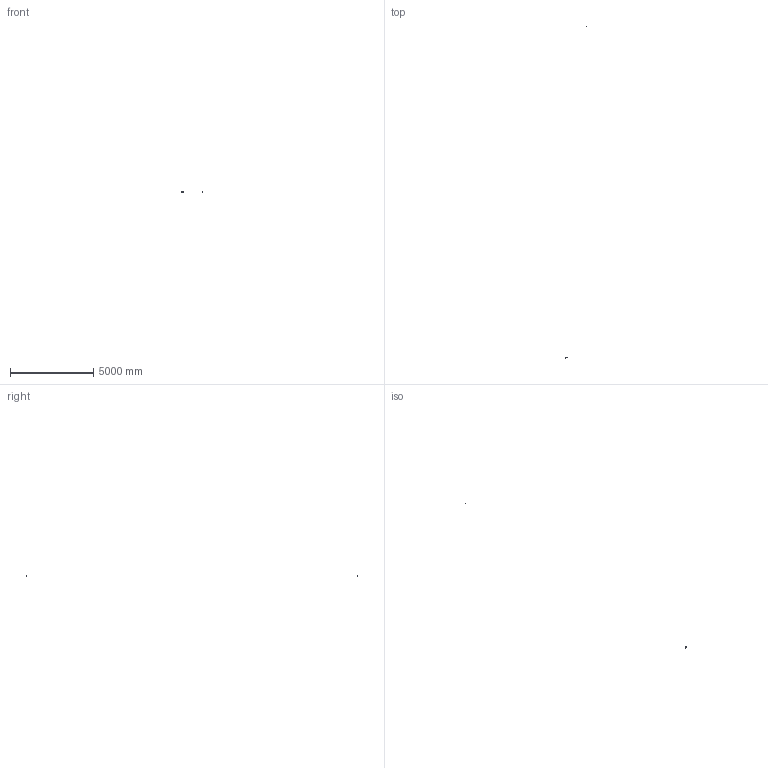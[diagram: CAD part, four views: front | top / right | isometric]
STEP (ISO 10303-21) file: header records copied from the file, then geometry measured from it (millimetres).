
FILE_DESCRIPTION(('STEP AP214'),'1');
FILE_NAME('800.1.2.001.step','2013-01-15T14:35:45',(' '),(' '),'Spatial InterOp 3D',' ',' ');
FILE_SCHEMA(('automotive_design'));
Length unit declared in the file: millimetre
Products named in the file (12): _111; _152; _76; _33; _284; _318; _41
Bounding box: 1240.92 x 19888.84 x 100 mm (x, y, z)
Volume: 53711.8 mm3; surface area: 42458.6 mm2
Topology: 12 solids, 12 shells, 326 faces, 825 edges, 536 vertices
Faces by surface type: plane 163, cylinder 116, cone 30, bspline 14, torus 3
Full cylindrical faces by diameter (mm): 3.5 x1, 4 x1, 4.2 x2, 5 x3, 5.9 x2, 6 x2, 6.2 x1, 6.3 x6, 6.4 x2, 6.5 x1, 7.8 x2, 8 x2, 8.5 x1, 10 x1, 10.3 x2, 12 x4
Entity records: 13779 total; most frequent: CARTESIAN_POINT 3166, DIRECTION 1659, ORIENTED_EDGE 1544, EDGE_CURVE 772, AXIS2_PLACEMENT_3D 609, VERTEX_POINT 531, LINE 441, VECTOR 441
